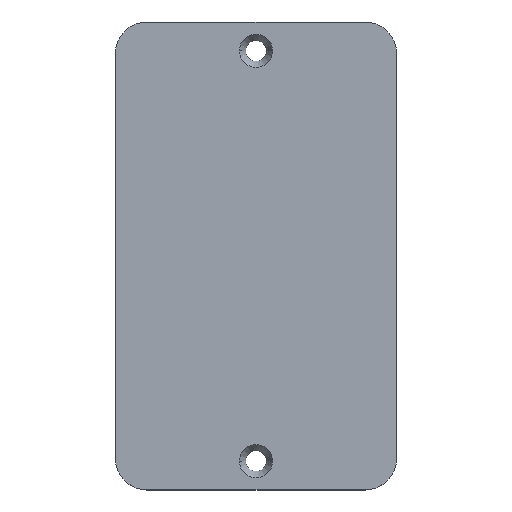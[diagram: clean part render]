
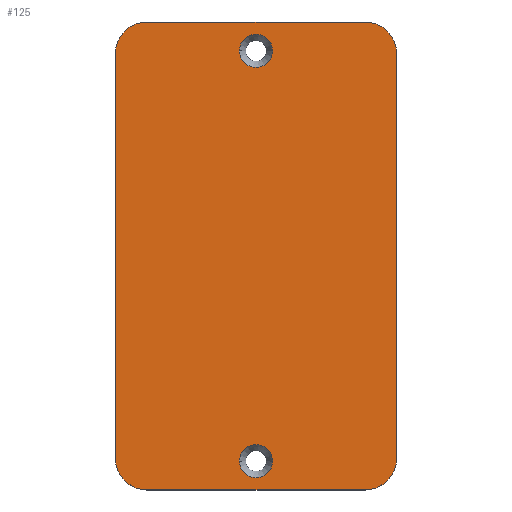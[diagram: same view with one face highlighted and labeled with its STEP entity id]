
A CAD part, top view. The second image highlights one B-rep face of the part: STEP entity #125.
In plain terms, the highlighted planar face has unit normal (0, 0, 1).
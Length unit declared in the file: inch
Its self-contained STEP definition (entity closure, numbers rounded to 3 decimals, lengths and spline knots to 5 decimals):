
#4 = CARTESIAN_POINT ( 'NONE',  ( 0., 1.635, 0. ) ) ;
#14 = DIRECTION ( 'NONE',  ( 0., 0., 1. ) ) ;
#15 = EDGE_LOOP ( 'NONE', ( #247, #367 ) ) ;
#18 = FACE_BOUND ( 'NONE', #197, .T. ) ;
#24 = CARTESIAN_POINT ( 'NONE',  ( -0.87, 1.865, 0. ) ) ;
#28 = ORIENTED_EDGE ( 'NONE', *, *, #489, .T. ) ;
#31 = CARTESIAN_POINT ( 'NONE',  ( -1.12, 1.865, 0. ) ) ;
#42 = VERTEX_POINT ( 'NONE', #377 ) ;
#45 = ORIENTED_EDGE ( 'NONE', *, *, #300, .T. ) ;
#48 = DIRECTION ( 'NONE',  ( 1., 0., 0. ) ) ;
#52 = VECTOR ( 'NONE', #591, 39.37008 ) ;
#56 = VERTEX_POINT ( 'NONE', #138 ) ;
#61 = VERTEX_POINT ( 'NONE', #68 ) ;
#68 = CARTESIAN_POINT ( 'NONE',  ( -0.1325, 1.635, 0. ) ) ;
#70 = VECTOR ( 'NONE', #136, 39.37008 ) ;
#72 = AXIS2_PLACEMENT_3D ( 'NONE', #110, #420, #153 ) ;
#88 = CARTESIAN_POINT ( 'NONE',  ( 0., 1.635, 0. ) ) ;
#97 = AXIS2_PLACEMENT_3D ( 'NONE', #436, #167, #491 ) ;
#106 = CIRCLE ( 'NONE', #286, 0.1325 ) ;
#110 = CARTESIAN_POINT ( 'NONE',  ( -0.87, 1.615, 0. ) ) ;
#118 = FACE_OUTER_BOUND ( 'NONE', #312, .T. ) ;
#124 = CARTESIAN_POINT ( 'NONE',  ( 1.12, 1.865, 0. ) ) ;
#125 = ADVANCED_FACE ( 'NONE', ( #18, #233, #118 ), #390, .T. ) ;
#134 = VECTOR ( 'NONE', #343, 39.37008 ) ;
#135 = DIRECTION ( 'NONE',  ( 0., 0., 1. ) ) ;
#136 = DIRECTION ( 'NONE',  ( -1., 0., 0. ) ) ;
#137 = DIRECTION ( 'NONE',  ( 1., 0., 0. ) ) ;
#138 = CARTESIAN_POINT ( 'NONE',  ( -1.12, 1.615, 0. ) ) ;
#142 = AXIS2_PLACEMENT_3D ( 'NONE', #88, #404, #137 ) ;
#145 = ORIENTED_EDGE ( 'NONE', *, *, #572, .T. ) ;
#149 = CARTESIAN_POINT ( 'NONE',  ( -0.87, -1.865, 0. ) ) ;
#153 = DIRECTION ( 'NONE',  ( 1., 0., 0. ) ) ;
#158 = ORIENTED_EDGE ( 'NONE', *, *, #456, .T. ) ;
#167 = DIRECTION ( 'NONE',  ( 0., 0., -1. ) ) ;
#169 = LINE ( 'NONE', #124, #52 ) ;
#172 = VERTEX_POINT ( 'NONE', #415 ) ;
#173 = CIRCLE ( 'NONE', #276, 0.1325 ) ;
#177 = DIRECTION ( 'NONE',  ( 0., 0., 1. ) ) ;
#197 = EDGE_LOOP ( 'NONE', ( #357, #480 ) ) ;
#198 = AXIS2_PLACEMENT_3D ( 'NONE', #524, #244, #576 ) ;
#202 = DIRECTION ( 'NONE',  ( 0., 0., -1. ) ) ;
#229 = VERTEX_POINT ( 'NONE', #383 ) ;
#233 = FACE_BOUND ( 'NONE', #15, .T. ) ;
#238 = EDGE_CURVE ( 'NONE', #339, #61, #106, .T. ) ;
#241 = CARTESIAN_POINT ( 'NONE',  ( 0.1325, -1.635, 0. ) ) ;
#242 = AXIS2_PLACEMENT_3D ( 'NONE', #401, #135, #447 ) ;
#244 = DIRECTION ( 'NONE',  ( 0., 0., 1. ) ) ;
#247 = ORIENTED_EDGE ( 'NONE', *, *, #537, .T. ) ;
#258 = VERTEX_POINT ( 'NONE', #553 ) ;
#259 = DIRECTION ( 'NONE',  ( 1., 0., 0. ) ) ;
#260 = ORIENTED_EDGE ( 'NONE', *, *, #478, .T. ) ;
#261 = LINE ( 'NONE', #31, #134 ) ;
#272 = LINE ( 'NONE', #309, #503 ) ;
#274 = CARTESIAN_POINT ( 'NONE',  ( -0.1325, -1.635, 0. ) ) ;
#276 = AXIS2_PLACEMENT_3D ( 'NONE', #549, #202, #535 ) ;
#280 = VERTEX_POINT ( 'NONE', #274 ) ;
#281 = AXIS2_PLACEMENT_3D ( 'NONE', #302, #14, #326 ) ;
#283 = ORIENTED_EDGE ( 'NONE', *, *, #483, .T. ) ;
#286 = AXIS2_PLACEMENT_3D ( 'NONE', #4, #317, #48 ) ;
#287 = CARTESIAN_POINT ( 'NONE',  ( -1.12, -1.615, 0. ) ) ;
#298 = CIRCLE ( 'NONE', #142, 0.1325 ) ;
#300 = EDGE_CURVE ( 'NONE', #172, #42, #169, .T. ) ;
#302 = CARTESIAN_POINT ( 'NONE',  ( 1.12, -1.865, 0. ) ) ;
#309 = CARTESIAN_POINT ( 'NONE',  ( -1.12, -1.865, 0. ) ) ;
#312 = EDGE_LOOP ( 'NONE', ( #495, #28, #145, #260, #45, #158, #283, #400 ) ) ;
#317 = DIRECTION ( 'NONE',  ( 0., 0., -1. ) ) ;
#324 = LINE ( 'NONE', #402, #70 ) ;
#326 = DIRECTION ( 'NONE',  ( 1., 0., 0. ) ) ;
#336 = CIRCLE ( 'NONE', #198, 0.25 ) ;
#339 = VERTEX_POINT ( 'NONE', #518 ) ;
#343 = DIRECTION ( 'NONE',  ( 0., -1., 0. ) ) ;
#357 = ORIENTED_EDGE ( 'NONE', *, *, #238, .T. ) ;
#367 = ORIENTED_EDGE ( 'NONE', *, *, #501, .T. ) ;
#375 = VERTEX_POINT ( 'NONE', #149 ) ;
#377 = CARTESIAN_POINT ( 'NONE',  ( 1.12, 1.615, 0. ) ) ;
#383 = CARTESIAN_POINT ( 'NONE',  ( 0.87, -1.865, 0. ) ) ;
#390 = PLANE ( 'NONE',  #281 ) ;
#400 = ORIENTED_EDGE ( 'NONE', *, *, #451, .T. ) ;
#401 = CARTESIAN_POINT ( 'NONE',  ( -0.87, -1.615, 0. ) ) ;
#402 = CARTESIAN_POINT ( 'NONE',  ( -1.12, 1.865, 0. ) ) ;
#403 = VERTEX_POINT ( 'NONE', #287 ) ;
#404 = DIRECTION ( 'NONE',  ( 0., 0., -1. ) ) ;
#411 = EDGE_CURVE ( 'NONE', #56, #403, #261, .T. ) ;
#414 = CIRCLE ( 'NONE', #242, 0.25 ) ;
#415 = CARTESIAN_POINT ( 'NONE',  ( 1.12, -1.615, 0. ) ) ;
#420 = DIRECTION ( 'NONE',  ( 0., 0., 1. ) ) ;
#436 = CARTESIAN_POINT ( 'NONE',  ( 0., -1.635, 0. ) ) ;
#447 = DIRECTION ( 'NONE',  ( 1., 0., 0. ) ) ;
#448 = VERTEX_POINT ( 'NONE', #241 ) ;
#449 = CARTESIAN_POINT ( 'NONE',  ( 0.87, -1.615, 0. ) ) ;
#451 = EDGE_CURVE ( 'NONE', #485, #56, #593, .T. ) ;
#456 = EDGE_CURVE ( 'NONE', #42, #258, #336, .T. ) ;
#478 = EDGE_CURVE ( 'NONE', #229, #172, #562, .T. ) ;
#480 = ORIENTED_EDGE ( 'NONE', *, *, #498, .T. ) ;
#483 = EDGE_CURVE ( 'NONE', #258, #485, #324, .T. ) ;
#485 = VERTEX_POINT ( 'NONE', #24 ) ;
#489 = EDGE_CURVE ( 'NONE', #403, #375, #414, .T. ) ;
#491 = DIRECTION ( 'NONE',  ( 1., 0., 0. ) ) ;
#495 = ORIENTED_EDGE ( 'NONE', *, *, #411, .T. ) ;
#498 = EDGE_CURVE ( 'NONE', #61, #339, #298, .T. ) ;
#500 = DIRECTION ( 'NONE',  ( 1., 0., 0. ) ) ;
#501 = EDGE_CURVE ( 'NONE', #280, #448, #173, .T. ) ;
#503 = VECTOR ( 'NONE', #259, 39.37008 ) ;
#515 = CIRCLE ( 'NONE', #97, 0.1325 ) ;
#518 = CARTESIAN_POINT ( 'NONE',  ( 0.1325, 1.635, 0. ) ) ;
#524 = CARTESIAN_POINT ( 'NONE',  ( 0.87, 1.615, 0. ) ) ;
#535 = DIRECTION ( 'NONE',  ( 1., 0., 0. ) ) ;
#537 = EDGE_CURVE ( 'NONE', #448, #280, #515, .T. ) ;
#549 = CARTESIAN_POINT ( 'NONE',  ( 0., -1.635, 0. ) ) ;
#553 = CARTESIAN_POINT ( 'NONE',  ( 0.87, 1.865, 0. ) ) ;
#558 = AXIS2_PLACEMENT_3D ( 'NONE', #449, #177, #500 ) ;
#562 = CIRCLE ( 'NONE', #558, 0.25 ) ;
#572 = EDGE_CURVE ( 'NONE', #375, #229, #272, .T. ) ;
#576 = DIRECTION ( 'NONE',  ( 1., 0., 0. ) ) ;
#591 = DIRECTION ( 'NONE',  ( 0., 1., 0. ) ) ;
#593 = CIRCLE ( 'NONE', #72, 0.25 ) ;
